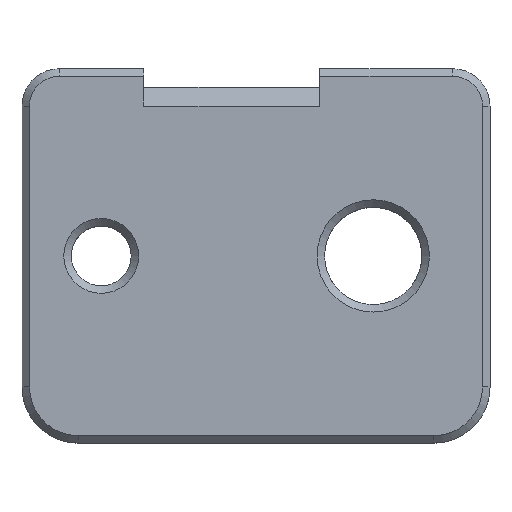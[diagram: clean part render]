
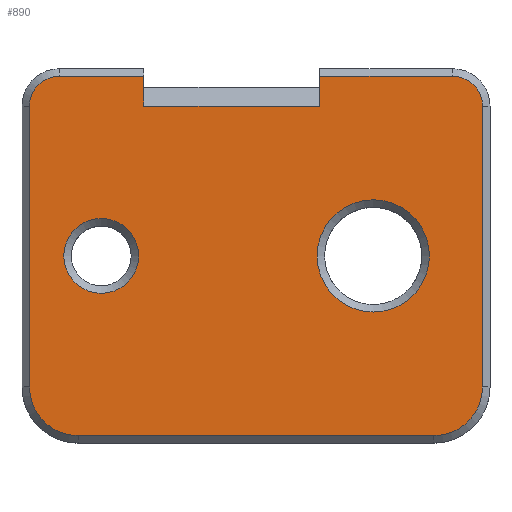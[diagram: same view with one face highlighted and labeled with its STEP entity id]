
A CAD part, top view. The second image highlights one B-rep face of the part: STEP entity #890.
In plain terms, the highlighted planar face has unit normal (0, 0, 1).
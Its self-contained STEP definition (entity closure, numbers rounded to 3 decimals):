
#25=FACE_BOUND('',#111,.T.);
#26=FACE_BOUND('',#112,.T.);
#27=PLANE('',#963);
#60=FACE_OUTER_BOUND('',#110,.T.);
#110=EDGE_LOOP('',(#614,#615,#616,#617,#618,#619,#620,#621,#622,#623,#624,
#625));
#111=EDGE_LOOP('',(#626));
#112=EDGE_LOOP('',(#627));
#162=LINE('',#1313,#262);
#163=LINE('',#1317,#263);
#164=LINE('',#1321,#264);
#165=LINE('',#1325,#265);
#166=LINE('',#1329,#266);
#167=LINE('',#1331,#267);
#168=LINE('',#1333,#268);
#169=LINE('',#1334,#269);
#262=VECTOR('',#1052,10.);
#263=VECTOR('',#1055,10.);
#264=VECTOR('',#1058,10.);
#265=VECTOR('',#1061,10.);
#266=VECTOR('',#1064,10.);
#267=VECTOR('',#1065,10.);
#268=VECTOR('',#1066,10.);
#269=VECTOR('',#1067,10.);
#361=CIRCLE('',#960,2.);
#364=CIRCLE('',#964,1.6);
#365=CIRCLE('',#965,2.6);
#366=CIRCLE('',#966,2.6);
#367=CIRCLE('',#967,1.6);
#368=CIRCLE('',#968,3.);
#391=VERTEX_POINT('',#1303);
#394=VERTEX_POINT('',#1311);
#395=VERTEX_POINT('',#1312);
#396=VERTEX_POINT('',#1314);
#397=VERTEX_POINT('',#1316);
#398=VERTEX_POINT('',#1318);
#399=VERTEX_POINT('',#1320);
#400=VERTEX_POINT('',#1322);
#401=VERTEX_POINT('',#1324);
#402=VERTEX_POINT('',#1326);
#403=VERTEX_POINT('',#1328);
#404=VERTEX_POINT('',#1330);
#405=VERTEX_POINT('',#1332);
#406=VERTEX_POINT('',#1335);
#475=EDGE_CURVE('',#391,#391,#361,.T.);
#479=EDGE_CURVE('',#394,#395,#162,.T.);
#480=EDGE_CURVE('',#396,#394,#364,.T.);
#481=EDGE_CURVE('',#397,#396,#163,.T.);
#482=EDGE_CURVE('',#398,#397,#365,.T.);
#483=EDGE_CURVE('',#399,#398,#164,.T.);
#484=EDGE_CURVE('',#400,#399,#366,.T.);
#485=EDGE_CURVE('',#401,#400,#165,.T.);
#486=EDGE_CURVE('',#402,#401,#367,.T.);
#487=EDGE_CURVE('',#403,#402,#166,.T.);
#488=EDGE_CURVE('',#403,#404,#167,.T.);
#489=EDGE_CURVE('',#405,#404,#168,.T.);
#490=EDGE_CURVE('',#405,#395,#169,.T.);
#491=EDGE_CURVE('',#406,#406,#368,.T.);
#614=ORIENTED_EDGE('',*,*,#479,.F.);
#615=ORIENTED_EDGE('',*,*,#480,.F.);
#616=ORIENTED_EDGE('',*,*,#481,.F.);
#617=ORIENTED_EDGE('',*,*,#482,.F.);
#618=ORIENTED_EDGE('',*,*,#483,.F.);
#619=ORIENTED_EDGE('',*,*,#484,.F.);
#620=ORIENTED_EDGE('',*,*,#485,.F.);
#621=ORIENTED_EDGE('',*,*,#486,.F.);
#622=ORIENTED_EDGE('',*,*,#487,.F.);
#623=ORIENTED_EDGE('',*,*,#488,.T.);
#624=ORIENTED_EDGE('',*,*,#489,.F.);
#625=ORIENTED_EDGE('',*,*,#490,.T.);
#626=ORIENTED_EDGE('',*,*,#491,.F.);
#627=ORIENTED_EDGE('',*,*,#475,.F.);
#890=ADVANCED_FACE('',(#60,#25,#26),#27,.T.);
#960=AXIS2_PLACEMENT_3D('',#1304,#1043,#1044);
#963=AXIS2_PLACEMENT_3D('',#1310,#1050,#1051);
#964=AXIS2_PLACEMENT_3D('',#1315,#1053,#1054);
#965=AXIS2_PLACEMENT_3D('',#1319,#1056,#1057);
#966=AXIS2_PLACEMENT_3D('',#1323,#1059,#1060);
#967=AXIS2_PLACEMENT_3D('',#1327,#1062,#1063);
#968=AXIS2_PLACEMENT_3D('',#1336,#1068,#1069);
#1043=DIRECTION('center_axis',(0.,0.,1.));
#1044=DIRECTION('ref_axis',(-1.,0.,0.));
#1050=DIRECTION('center_axis',(0.,0.,1.));
#1051=DIRECTION('ref_axis',(1.,0.,0.));
#1052=DIRECTION('',(1.,0.,0.));
#1053=DIRECTION('center_axis',(0.,0.,-1.));
#1054=DIRECTION('ref_axis',(-0.707,0.707,0.));
#1055=DIRECTION('',(0.,1.,0.));
#1056=DIRECTION('center_axis',(0.,0.,-1.));
#1057=DIRECTION('ref_axis',(-0.707,-0.707,0.));
#1058=DIRECTION('',(-1.,0.,0.));
#1059=DIRECTION('center_axis',(0.,0.,-1.));
#1060=DIRECTION('ref_axis',(0.707,-0.707,0.));
#1061=DIRECTION('',(0.,-1.,0.));
#1062=DIRECTION('center_axis',(0.,0.,-1.));
#1063=DIRECTION('ref_axis',(0.707,0.707,0.));
#1064=DIRECTION('',(1.,0.,0.));
#1065=DIRECTION('',(0.,-1.,0.));
#1066=DIRECTION('',(1.,0.,0.));
#1067=DIRECTION('',(0.,1.,0.));
#1068=DIRECTION('center_axis',(0.,0.,1.));
#1069=DIRECTION('ref_axis',(-1.,0.,0.));
#1303=CARTESIAN_POINT('',(16.761,-58.477,69.914));
#1304=CARTESIAN_POINT('Origin',(14.761,-58.477,69.914));
#1310=CARTESIAN_POINT('Origin',(36.721,-49.476,69.914));
#1311=CARTESIAN_POINT('',(12.529,-48.877,69.914));
#1312=CARTESIAN_POINT('',(17.03,-48.877,69.914));
#1313=CARTESIAN_POINT('',(26.826,-48.877,69.914));
#1314=CARTESIAN_POINT('',(10.929,-50.477,69.914));
#1315=CARTESIAN_POINT('Origin',(12.529,-50.477,69.914));
#1316=CARTESIAN_POINT('',(10.929,-65.477,69.914));
#1317=CARTESIAN_POINT('',(10.929,-50.476,69.914));
#1318=CARTESIAN_POINT('',(13.529,-68.077,69.914));
#1319=CARTESIAN_POINT('Origin',(13.529,-65.477,69.914));
#1320=CARTESIAN_POINT('',(32.529,-68.077,69.914));
#1321=CARTESIAN_POINT('',(23.625,-68.077,69.914));
#1322=CARTESIAN_POINT('',(35.129,-65.477,69.914));
#1323=CARTESIAN_POINT('Origin',(32.529,-65.477,69.914));
#1324=CARTESIAN_POINT('',(35.129,-50.477,69.914));
#1325=CARTESIAN_POINT('',(35.129,-57.477,69.914));
#1326=CARTESIAN_POINT('',(33.529,-48.877,69.914));
#1327=CARTESIAN_POINT('Origin',(33.529,-50.477,69.914));
#1328=CARTESIAN_POINT('',(26.43,-48.877,69.914));
#1329=CARTESIAN_POINT('',(26.826,-48.877,69.914));
#1330=CARTESIAN_POINT('',(26.43,-50.477,69.914));
#1331=CARTESIAN_POINT('',(26.43,-48.977,69.914));
#1332=CARTESIAN_POINT('',(17.03,-50.477,69.914));
#1333=CARTESIAN_POINT('',(29.125,-50.477,69.914));
#1334=CARTESIAN_POINT('',(17.03,-48.977,69.914));
#1335=CARTESIAN_POINT('',(32.291,-58.477,69.914));
#1336=CARTESIAN_POINT('Origin',(29.291,-58.477,69.914));
